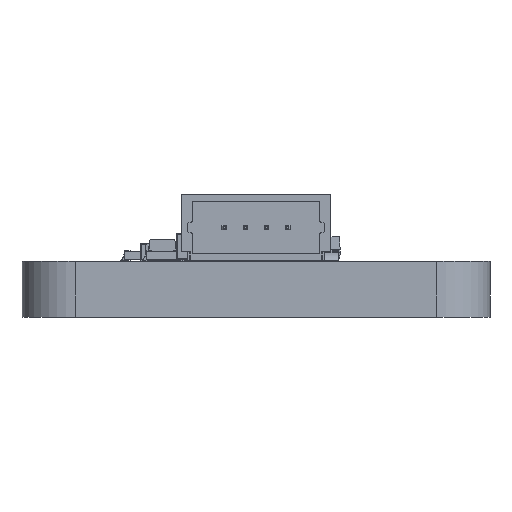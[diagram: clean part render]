
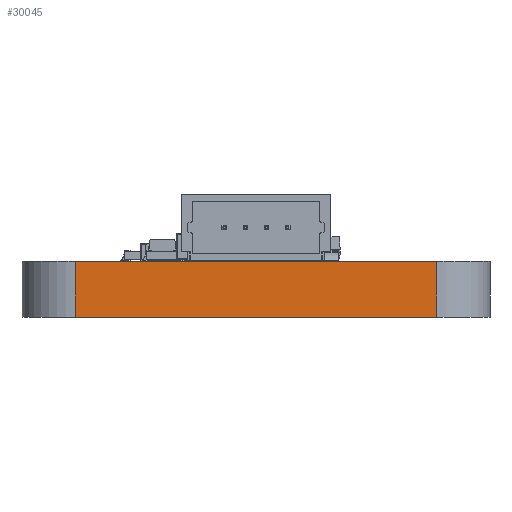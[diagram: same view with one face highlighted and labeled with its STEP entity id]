
A CAD part, left-side view. The second image highlights one B-rep face of the part: STEP entity #30045.
In plain terms, the highlighted planar face has unit normal (-1, 0, 0).
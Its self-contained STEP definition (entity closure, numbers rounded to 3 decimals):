
#29430 = VERTEX_POINT('',#29431);
#29431 = CARTESIAN_POINT('',(0.,19.5,0.));
#29438 = EDGE_CURVE('',#29439,#29430,#29441,.T.);
#29439 = VERTEX_POINT('',#29440);
#29440 = CARTESIAN_POINT('',(0.,2.5,0.));
#29441 = LINE('',#29442,#29443);
#29442 = CARTESIAN_POINT('',(0.,2.5,0.));
#29443 = VECTOR('',#29444,1.);
#29444 = DIRECTION('',(0.,1.,0.));
#29724 = VERTEX_POINT('',#29725);
#29725 = CARTESIAN_POINT('',(0.,19.5,2.63));
#29732 = EDGE_CURVE('',#29733,#29724,#29735,.T.);
#29733 = VERTEX_POINT('',#29734);
#29734 = CARTESIAN_POINT('',(0.,2.5,2.63));
#29735 = LINE('',#29736,#29737);
#29736 = CARTESIAN_POINT('',(0.,2.5,2.63));
#29737 = VECTOR('',#29738,1.);
#29738 = DIRECTION('',(0.,1.,0.));
#30015 = EDGE_CURVE('',#29430,#29724,#30016,.T.);
#30016 = LINE('',#30017,#30018);
#30017 = CARTESIAN_POINT('',(0.,19.5,0.));
#30018 = VECTOR('',#30019,1.);
#30019 = DIRECTION('',(0.,0.,1.));
#30045 = ADVANCED_FACE('',(#30046),#30057,.T.);
#30046 = FACE_BOUND('',#30047,.T.);
#30047 = EDGE_LOOP('',(#30048,#30054,#30055,#30056));
#30048 = ORIENTED_EDGE('',*,*,#30049,.T.);
#30049 = EDGE_CURVE('',#29439,#29733,#30050,.T.);
#30050 = LINE('',#30051,#30052);
#30051 = CARTESIAN_POINT('',(0.,2.5,0.));
#30052 = VECTOR('',#30053,1.);
#30053 = DIRECTION('',(0.,0.,1.));
#30054 = ORIENTED_EDGE('',*,*,#29732,.T.);
#30055 = ORIENTED_EDGE('',*,*,#30015,.F.);
#30056 = ORIENTED_EDGE('',*,*,#29438,.F.);
#30057 = PLANE('',#30058);
#30058 = AXIS2_PLACEMENT_3D('',#30059,#30060,#30061);
#30059 = CARTESIAN_POINT('',(0.,2.5,0.));
#30060 = DIRECTION('',(-1.,0.,0.));
#30061 = DIRECTION('',(0.,1.,0.));
